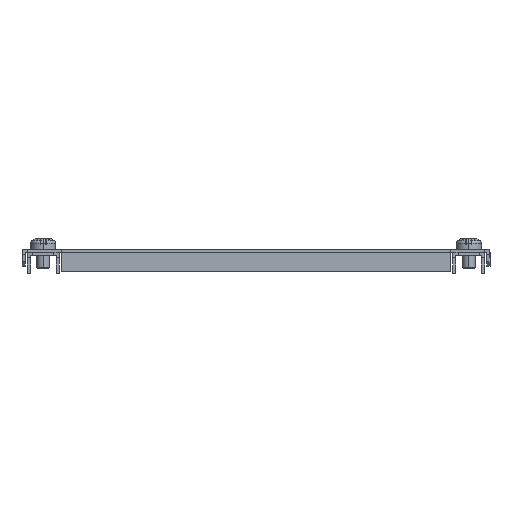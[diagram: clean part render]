
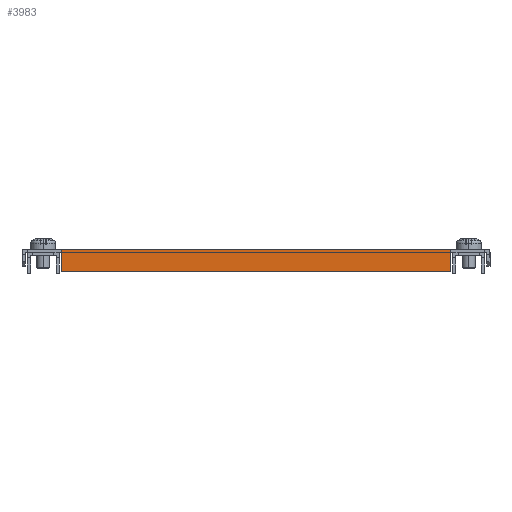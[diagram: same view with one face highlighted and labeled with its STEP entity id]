
A CAD part, left-side view. The second image highlights one B-rep face of the part: STEP entity #3983.
In plain terms, the highlighted planar face has unit normal (-1, 0, 0).
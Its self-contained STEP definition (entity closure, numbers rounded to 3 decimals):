
#28 = CARTESIAN_POINT ( 'NONE',  ( -420., 8.5, 0.75 ) ) ;
#58 = LINE ( 'NONE', #2311, #8382 ) ;
#120 = VECTOR ( 'NONE', #4176, 1000. ) ;
#163 = LINE ( 'NONE', #1686, #2501 ) ;
#510 = CARTESIAN_POINT ( 'NONE',  ( -420., 8.5, 9. ) ) ;
#1091 = VERTEX_POINT ( 'NONE', #6325 ) ;
#1129 = VERTEX_POINT ( 'NONE', #510 ) ;
#1569 = ORIENTED_EDGE ( 'NONE', *, *, #1690, .T. ) ;
#1644 = LINE ( 'NONE', #4593, #9461 ) ;
#1686 = CARTESIAN_POINT ( 'NONE',  ( -420., 100., 0.75 ) ) ;
#1690 = EDGE_CURVE ( 'NONE', #1091, #9119, #1644, .T. ) ;
#1882 = DIRECTION ( 'NONE',  ( 0., 0., 1. ) ) ;
#1968 = CARTESIAN_POINT ( 'NONE',  ( -420., 100., 11.5 ) ) ;
#1987 = EDGE_CURVE ( 'NONE', #7120, #3557, #58, .T. ) ;
#2051 = CARTESIAN_POINT ( 'NONE',  ( -420., 8.5, 11.5 ) ) ;
#2099 = LINE ( 'NONE', #2051, #120 ) ;
#2133 = ORIENTED_EDGE ( 'NONE', *, *, #9426, .T. ) ;
#2189 = EDGE_CURVE ( 'NONE', #3815, #1129, #2099, .T. ) ;
#2311 = CARTESIAN_POINT ( 'NONE',  ( -420., 191.5, 11.5 ) ) ;
#2501 = VECTOR ( 'NONE', #3064, 1000. ) ;
#2557 = CARTESIAN_POINT ( 'NONE',  ( -420., 191.5, 0.75 ) ) ;
#2568 = CARTESIAN_POINT ( 'NONE',  ( -420., 8.5, 9. ) ) ;
#3064 = DIRECTION ( 'NONE',  ( 0., -1., 0. ) ) ;
#3178 = CARTESIAN_POINT ( 'NONE',  ( -420., 191.5, 9. ) ) ;
#3301 = EDGE_CURVE ( 'NONE', #7120, #9119, #9116, .T. ) ;
#3325 = EDGE_LOOP ( 'NONE', ( #6691, #2133, #1569, #8873, #8065, #3483 ) ) ;
#3346 = EDGE_CURVE ( 'NONE', #3557, #3815, #163, .T. ) ;
#3483 = ORIENTED_EDGE ( 'NONE', *, *, #3346, .T. ) ;
#3557 = VERTEX_POINT ( 'NONE', #2557 ) ;
#3815 = VERTEX_POINT ( 'NONE', #28 ) ;
#3983 = ADVANCED_FACE ( 'NONE', ( #8552 ), #4193, .F. ) ;
#4176 = DIRECTION ( 'NONE',  ( 0., 0., 1. ) ) ;
#4193 = PLANE ( 'NONE',  #7185 ) ;
#4284 = DIRECTION ( 'NONE',  ( 1., 0., 0. ) ) ;
#4593 = CARTESIAN_POINT ( 'NONE',  ( -420., 100., 11.5 ) ) ;
#4914 = DIRECTION ( 'NONE',  ( 0., 0., -1. ) ) ;
#5257 = DIRECTION ( 'NONE',  ( 0., 0., -1. ) ) ;
#5385 = CARTESIAN_POINT ( 'NONE',  ( -420., 191.5, 11.5 ) ) ;
#5825 = CARTESIAN_POINT ( 'NONE',  ( -420., 191.5, 11.5 ) ) ;
#6007 = VECTOR ( 'NONE', #1882, 1000. ) ;
#6325 = CARTESIAN_POINT ( 'NONE',  ( -420., 8.5, 11.5 ) ) ;
#6539 = VECTOR ( 'NONE', #8387, 1000. ) ;
#6691 = ORIENTED_EDGE ( 'NONE', *, *, #2189, .T. ) ;
#7120 = VERTEX_POINT ( 'NONE', #3178 ) ;
#7185 = AXIS2_PLACEMENT_3D ( 'NONE', #1968, #4284, #4914 ) ;
#7697 = LINE ( 'NONE', #2568, #6007 ) ;
#8065 = ORIENTED_EDGE ( 'NONE', *, *, #1987, .T. ) ;
#8335 = DIRECTION ( 'NONE',  ( 0., 1., 0. ) ) ;
#8382 = VECTOR ( 'NONE', #5257, 1000. ) ;
#8387 = DIRECTION ( 'NONE',  ( 0., 0., 1. ) ) ;
#8552 = FACE_OUTER_BOUND ( 'NONE', #3325, .T. ) ;
#8873 = ORIENTED_EDGE ( 'NONE', *, *, #3301, .F. ) ;
#9116 = LINE ( 'NONE', #5385, #6539 ) ;
#9119 = VERTEX_POINT ( 'NONE', #5825 ) ;
#9426 = EDGE_CURVE ( 'NONE', #1129, #1091, #7697, .T. ) ;
#9461 = VECTOR ( 'NONE', #8335, 1000. ) ;
